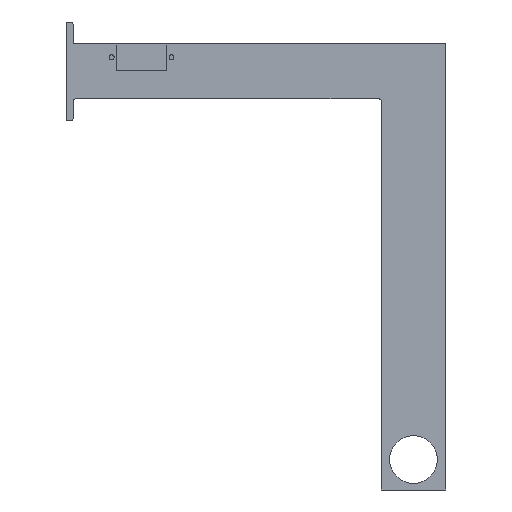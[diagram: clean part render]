
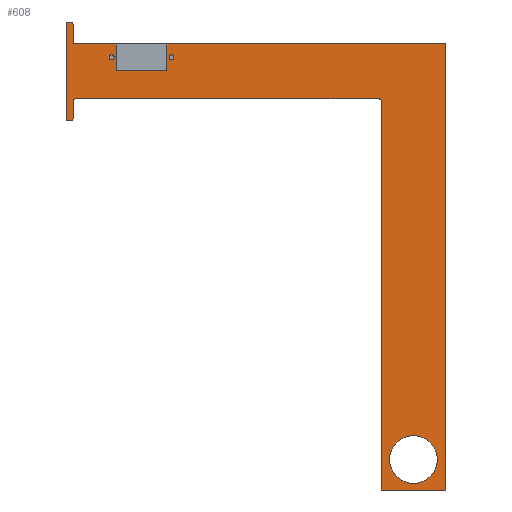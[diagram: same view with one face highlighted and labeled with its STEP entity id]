
A CAD part, front view. The second image highlights one B-rep face of the part: STEP entity #608.
In plain terms, the highlighted planar face has unit normal (0, -1, 0).
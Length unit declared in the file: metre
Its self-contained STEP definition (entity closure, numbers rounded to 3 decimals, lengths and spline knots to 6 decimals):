
#28=CIRCLE('',#657,0.010855);
#30=CIRCLE('',#660,0.00113);
#31=CIRCLE('',#661,0.00113);
#32=CIRCLE('',#662,0.001);
#33=CIRCLE('',#663,0.001);
#34=CIRCLE('',#664,0.001);
#35=CIRCLE('',#665,0.001);
#36=CIRCLE('',#666,0.001);
#86=ORIENTED_EDGE('',*,*,#249,.T.);
#87=ORIENTED_EDGE('',*,*,#250,.T.);
#88=ORIENTED_EDGE('',*,*,#251,.T.);
#89=ORIENTED_EDGE('',*,*,#252,.T.);
#90=ORIENTED_EDGE('',*,*,#253,.F.);
#91=ORIENTED_EDGE('',*,*,#254,.T.);
#92=ORIENTED_EDGE('',*,*,#228,.F.);
#93=ORIENTED_EDGE('',*,*,#255,.T.);
#94=ORIENTED_EDGE('',*,*,#238,.F.);
#95=ORIENTED_EDGE('',*,*,#244,.T.);
#96=ORIENTED_EDGE('',*,*,#246,.T.);
#97=ORIENTED_EDGE('',*,*,#224,.T.);
#98=ORIENTED_EDGE('',*,*,#256,.F.);
#99=ORIENTED_EDGE('',*,*,#257,.T.);
#100=ORIENTED_EDGE('',*,*,#258,.T.);
#101=ORIENTED_EDGE('',*,*,#216,.T.);
#102=ORIENTED_EDGE('',*,*,#259,.T.);
#103=ORIENTED_EDGE('',*,*,#260,.T.);
#104=ORIENTED_EDGE('',*,*,#261,.T.);
#105=ORIENTED_EDGE('',*,*,#262,.F.);
#106=ORIENTED_EDGE('',*,*,#236,.F.);
#107=ORIENTED_EDGE('',*,*,#247,.F.);
#216=EDGE_CURVE('',#300,#299,#359,.T.);
#224=EDGE_CURVE('',#308,#307,#367,.T.);
#228=EDGE_CURVE('',#311,#312,#371,.T.);
#236=EDGE_CURVE('',#319,#320,#375,.T.);
#238=EDGE_CURVE('',#321,#322,#377,.T.);
#244=EDGE_CURVE('',#321,#326,#383,.T.);
#246=EDGE_CURVE('',#326,#308,#385,.T.);
#247=EDGE_CURVE('',#327,#327,#28,.T.);
#249=EDGE_CURVE('',#329,#329,#30,.T.);
#250=EDGE_CURVE('',#330,#330,#31,.T.);
#251=EDGE_CURVE('',#319,#331,#386,.T.);
#252=EDGE_CURVE('',#331,#332,#32,.T.);
#253=EDGE_CURVE('',#333,#332,#387,.T.);
#254=EDGE_CURVE('',#333,#312,#33,.F.);
#255=EDGE_CURVE('',#311,#322,#34,.F.);
#256=EDGE_CURVE('',#334,#307,#388,.T.);
#257=EDGE_CURVE('',#334,#335,#389,.T.);
#258=EDGE_CURVE('',#335,#300,#390,.T.);
#259=EDGE_CURVE('',#299,#336,#35,.F.);
#260=EDGE_CURVE('',#336,#337,#391,.T.);
#261=EDGE_CURVE('',#337,#338,#36,.T.);
#262=EDGE_CURVE('',#320,#338,#392,.T.);
#299=VERTEX_POINT('',#881);
#300=VERTEX_POINT('',#883);
#307=VERTEX_POINT('',#897);
#308=VERTEX_POINT('',#899);
#311=VERTEX_POINT('',#906);
#312=VERTEX_POINT('',#908);
#319=VERTEX_POINT('',#923);
#320=VERTEX_POINT('',#925);
#321=VERTEX_POINT('',#929);
#322=VERTEX_POINT('',#930);
#326=VERTEX_POINT('',#940);
#327=VERTEX_POINT('',#947);
#329=VERTEX_POINT('',#952);
#330=VERTEX_POINT('',#954);
#331=VERTEX_POINT('',#956);
#332=VERTEX_POINT('',#958);
#333=VERTEX_POINT('',#960);
#334=VERTEX_POINT('',#964);
#335=VERTEX_POINT('',#966);
#336=VERTEX_POINT('',#969);
#337=VERTEX_POINT('',#971);
#338=VERTEX_POINT('',#973);
#359=LINE('',#882,#418);
#367=LINE('',#898,#426);
#371=LINE('',#907,#430);
#375=LINE('',#924,#434);
#377=LINE('',#928,#436);
#383=LINE('',#941,#442);
#385=LINE('',#944,#444);
#386=LINE('',#955,#445);
#387=LINE('',#959,#446);
#388=LINE('',#963,#447);
#389=LINE('',#965,#448);
#390=LINE('',#967,#449);
#391=LINE('',#970,#450);
#392=LINE('',#974,#451);
#418=VECTOR('',#708,1.);
#426=VECTOR('',#716,1.);
#430=VECTOR('',#722,1.);
#434=VECTOR('',#736,1.);
#436=VECTOR('',#740,1.);
#442=VECTOR('',#748,1.);
#444=VECTOR('',#752,1.);
#445=VECTOR('',#765,1.);
#446=VECTOR('',#768,1.);
#447=VECTOR('',#773,1.);
#448=VECTOR('',#774,1.);
#449=VECTOR('',#775,1.);
#450=VECTOR('',#778,1.);
#451=VECTOR('',#781,1.);
#487=EDGE_LOOP('',(#86));
#488=EDGE_LOOP('',(#87));
#489=EDGE_LOOP('',(#88,#89,#90,#91,#92,#93,#94,#95,#96,#97,#98,#99,#100,
#101,#102,#103,#104,#105,#106));
#490=EDGE_LOOP('',(#107));
#540=FACE_BOUND('',#487,.T.);
#541=FACE_BOUND('',#488,.T.);
#542=FACE_BOUND('',#489,.T.);
#543=FACE_BOUND('',#490,.T.);
#587=PLANE('',#659);
#608=ADVANCED_FACE('',(#540,#541,#542,#543),#587,.T.);
#657=AXIS2_PLACEMENT_3D('',#946,#755,#756);
#659=AXIS2_PLACEMENT_3D('',#950,#759,#760);
#660=AXIS2_PLACEMENT_3D('',#951,#761,#762);
#661=AXIS2_PLACEMENT_3D('',#953,#763,#764);
#662=AXIS2_PLACEMENT_3D('',#957,#766,#767);
#663=AXIS2_PLACEMENT_3D('',#961,#769,#770);
#664=AXIS2_PLACEMENT_3D('',#962,#771,#772);
#665=AXIS2_PLACEMENT_3D('',#968,#776,#777);
#666=AXIS2_PLACEMENT_3D('',#972,#779,#780);
#708=DIRECTION('',(-1.,0.,0.));
#716=DIRECTION('',(-1.,0.,0.));
#722=DIRECTION('',(-1.,0.,0.));
#736=DIRECTION('',(0.,0.,1.));
#740=DIRECTION('',(0.,0.,1.));
#748=DIRECTION('',(1.,0.,0.));
#752=DIRECTION('',(0.,0.,1.));
#755=DIRECTION('',(0.,-1.,0.));
#756=DIRECTION('',(0.,0.,-1.));
#759=DIRECTION('',(0.,-1.,0.));
#760=DIRECTION('',(1.,0.,0.));
#761=DIRECTION('',(0.,1.,0.));
#762=DIRECTION('',(0.,0.,1.));
#763=DIRECTION('',(0.,1.,0.));
#764=DIRECTION('',(0.,0.,1.));
#765=DIRECTION('',(1.,0.,0.));
#766=DIRECTION('',(0.,-1.,0.));
#767=DIRECTION('',(0.,0.,-1.));
#768=DIRECTION('',(0.,0.,-1.));
#769=DIRECTION('',(0.,-1.,0.));
#770=DIRECTION('',(0.,0.,-1.));
#771=DIRECTION('',(0.,-1.,0.));
#772=DIRECTION('',(0.,0.,-1.));
#773=DIRECTION('',(0.,0.,1.));
#774=DIRECTION('',(-1.,0.,0.));
#775=DIRECTION('',(0.,0.,1.));
#776=DIRECTION('',(0.,-1.,0.));
#777=DIRECTION('',(0.,0.,-1.));
#778=DIRECTION('',(0.,0.,1.));
#779=DIRECTION('',(0.,-1.,0.));
#780=DIRECTION('',(0.,0.,-1.));
#781=DIRECTION('',(1.,0.,0.));
#881=CARTESIAN_POINT('',(0.104,-0.025,0.2028));
#882=CARTESIAN_POINT('',(0.186207,-0.025,0.2028));
#883=CARTESIAN_POINT('',(0.122705,-0.025,0.2028));
#897=CARTESIAN_POINT('',(0.145605,-0.025,0.2028));
#898=CARTESIAN_POINT('',(0.186207,-0.025,0.2028));
#899=CARTESIAN_POINT('',(0.272414,-0.025,0.2028));
#906=CARTESIAN_POINT('',(0.242205,-0.025,0.1778));
#907=CARTESIAN_POINT('',(0.171602,-0.025,0.1778));
#908=CARTESIAN_POINT('',(0.104,-0.025,0.1778));
#923=CARTESIAN_POINT('',(0.1,-0.025,0.1678));
#924=CARTESIAN_POINT('',(0.1,-0.025,0.1903));
#925=CARTESIAN_POINT('',(0.1,-0.025,0.2128));
#928=CARTESIAN_POINT('',(0.243205,-0.025,0.0889));
#929=CARTESIAN_POINT('',(0.243205,-0.025,0.));
#930=CARTESIAN_POINT('',(0.243205,-0.025,0.1768));
#940=CARTESIAN_POINT('',(0.272414,-0.025,0.));
#941=CARTESIAN_POINT('',(0.257809,-0.025,0.));
#944=CARTESIAN_POINT('',(0.272414,-0.025,0.0889));
#946=CARTESIAN_POINT('',(0.257809,-0.025,0.013855));
#947=CARTESIAN_POINT('',(0.257809,-0.025,0.003));
#950=CARTESIAN_POINT('',(0.,-0.025,0.1014));
#951=CARTESIAN_POINT('',(0.12053,-0.025,0.1968));
#952=CARTESIAN_POINT('',(0.12053,-0.025,0.19793));
#953=CARTESIAN_POINT('',(0.14778,-0.025,0.1968));
#954=CARTESIAN_POINT('',(0.14778,-0.025,0.19793));
#955=CARTESIAN_POINT('',(0.1015,-0.025,0.1678));
#956=CARTESIAN_POINT('',(0.102,-0.025,0.1678));
#957=CARTESIAN_POINT('',(0.102,-0.025,0.1688));
#958=CARTESIAN_POINT('',(0.103,-0.025,0.1688));
#959=CARTESIAN_POINT('',(0.103,-0.025,0.1728));
#960=CARTESIAN_POINT('',(0.103,-0.025,0.1768));
#961=CARTESIAN_POINT('',(0.104,-0.025,0.1768));
#962=CARTESIAN_POINT('',(0.242205,-0.025,0.1768));
#963=CARTESIAN_POINT('',(0.145605,-0.025,-0.433561));
#964=CARTESIAN_POINT('',(0.145605,-0.025,0.1906));
#965=CARTESIAN_POINT('',(0.186207,-0.025,0.1906));
#966=CARTESIAN_POINT('',(0.122705,-0.025,0.1906));
#967=CARTESIAN_POINT('',(0.122705,-0.025,-0.433561));
#968=CARTESIAN_POINT('',(0.104,-0.025,0.2038));
#969=CARTESIAN_POINT('',(0.103,-0.025,0.2038));
#970=CARTESIAN_POINT('',(0.103,-0.025,0.2078));
#971=CARTESIAN_POINT('',(0.103,-0.025,0.2118));
#972=CARTESIAN_POINT('',(0.102,-0.025,0.2118));
#973=CARTESIAN_POINT('',(0.102,-0.025,0.2128));
#974=CARTESIAN_POINT('',(0.1015,-0.025,0.2128));
